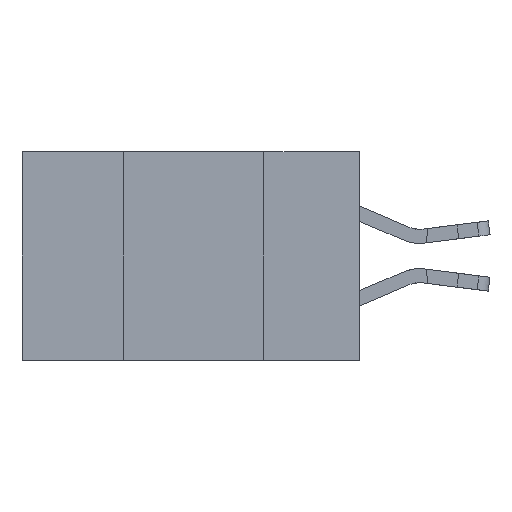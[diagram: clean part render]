
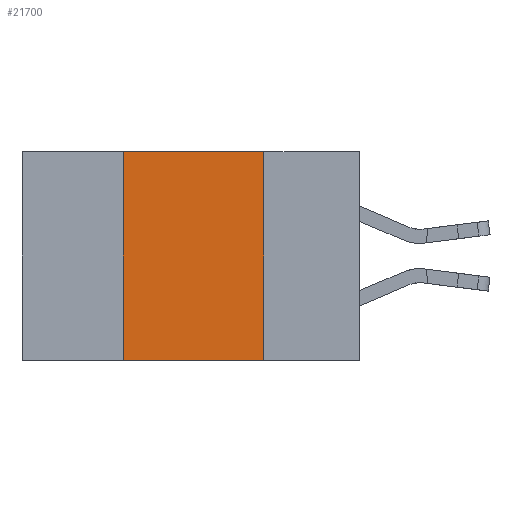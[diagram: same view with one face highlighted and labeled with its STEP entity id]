
A CAD part, left-side view. The second image highlights one B-rep face of the part: STEP entity #21700.
In plain terms, the highlighted planar face has unit normal (-1, 0, 0).
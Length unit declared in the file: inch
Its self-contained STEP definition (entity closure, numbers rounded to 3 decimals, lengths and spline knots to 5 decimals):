
#72 = LINE ( 'NONE', #1970, #701 ) ;
#551 = DIRECTION ( 'NONE',  ( 0., 0., -1. ) ) ;
#561 = VECTOR ( 'NONE', #16269, 39.37008 ) ;
#646 = EDGE_CURVE ( 'NONE', #18439, #3103, #2688, .T. ) ;
#701 = VECTOR ( 'NONE', #8722, 39.37008 ) ;
#920 = CARTESIAN_POINT ( 'NONE',  ( 0., 0.6, 0. ) ) ;
#923 = LINE ( 'NONE', #6084, #21234 ) ;
#1970 = CARTESIAN_POINT ( 'NONE',  ( 0., 0.42, 0. ) ) ;
#2688 = LINE ( 'NONE', #14811, #561 ) ;
#3103 = VERTEX_POINT ( 'NONE', #5049 ) ;
#4081 = EDGE_CURVE ( 'NONE', #9738, #8800, #7552, .T. ) ;
#4588 = VECTOR ( 'NONE', #12943, 39.37008 ) ;
#5049 = CARTESIAN_POINT ( 'NONE',  ( 0., 0.17, -0.37 ) ) ;
#5363 = EDGE_CURVE ( 'NONE', #18439, #9738, #72, .T. ) ;
#6042 = CARTESIAN_POINT ( 'NONE',  ( 0., 0.6, 0. ) ) ;
#6084 = CARTESIAN_POINT ( 'NONE',  ( 0., 0.17, 0. ) ) ;
#7552 = LINE ( 'NONE', #920, #4588 ) ;
#7729 = DIRECTION ( 'NONE',  ( 1., 0., 0. ) ) ;
#7870 = EDGE_CURVE ( 'NONE', #8800, #3103, #923, .T. ) ;
#8722 = DIRECTION ( 'NONE',  ( 0., 0., 1. ) ) ;
#8800 = VERTEX_POINT ( 'NONE', #9534 ) ;
#9534 = CARTESIAN_POINT ( 'NONE',  ( 0., 0.17, 0. ) ) ;
#9659 = EDGE_LOOP ( 'NONE', ( #15339, #10510, #19494, #21560 ) ) ;
#9738 = VERTEX_POINT ( 'NONE', #21452 ) ;
#10510 = ORIENTED_EDGE ( 'NONE', *, *, #4081, .F. ) ;
#11031 = CARTESIAN_POINT ( 'NONE',  ( 0., 0.42, -0.37 ) ) ;
#12943 = DIRECTION ( 'NONE',  ( 0., -1., 0. ) ) ;
#14811 = CARTESIAN_POINT ( 'NONE',  ( 0., 0.6, -0.37 ) ) ;
#15339 = ORIENTED_EDGE ( 'NONE', *, *, #7870, .F. ) ;
#16269 = DIRECTION ( 'NONE',  ( 0., -1., 0. ) ) ;
#16404 = DIRECTION ( 'NONE',  ( 0., 0., -1. ) ) ;
#18056 = PLANE ( 'NONE',  #21656 ) ;
#18439 = VERTEX_POINT ( 'NONE', #11031 ) ;
#19494 = ORIENTED_EDGE ( 'NONE', *, *, #5363, .F. ) ;
#21234 = VECTOR ( 'NONE', #16404, 39.37008 ) ;
#21399 = FACE_OUTER_BOUND ( 'NONE', #9659, .T. ) ;
#21452 = CARTESIAN_POINT ( 'NONE',  ( 0., 0.42, 0. ) ) ;
#21560 = ORIENTED_EDGE ( 'NONE', *, *, #646, .T. ) ;
#21656 = AXIS2_PLACEMENT_3D ( 'NONE', #6042, #7729, #551 ) ;
#21700 = ADVANCED_FACE ( 'NONE', ( #21399 ), #18056, .F. ) ;
